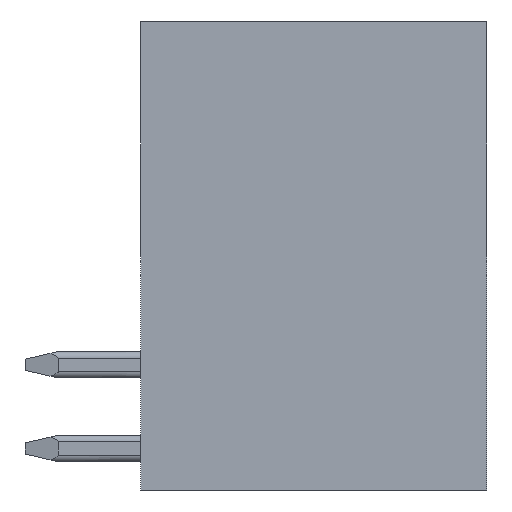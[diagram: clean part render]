
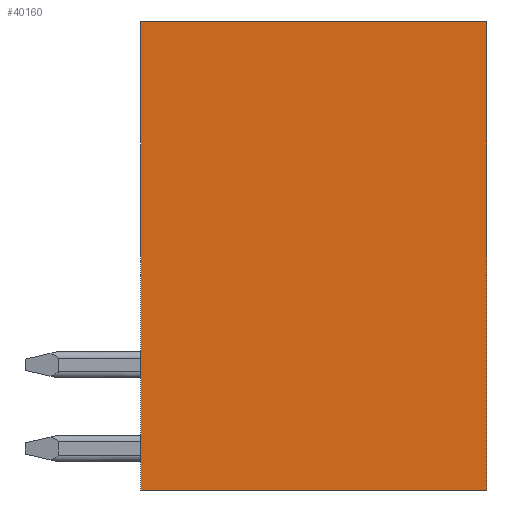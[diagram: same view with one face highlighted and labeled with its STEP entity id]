
A CAD part, front view. The second image highlights one B-rep face of the part: STEP entity #40160.
In plain terms, the highlighted planar face has unit normal (0, -1, 0).
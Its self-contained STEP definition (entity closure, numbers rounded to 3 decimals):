
#9361=DIRECTION('',(-1.,0.,0.));
#9362=VECTOR('',#9361,10.5);
#9363=CARTESIAN_POINT('',(5.25,-60.67,7.1));
#9364=LINE('',#9363,#9362);
#9365=DIRECTION('',(0.,0.,1.));
#9366=VECTOR('',#9365,14.2);
#9367=CARTESIAN_POINT('',(5.25,-60.67,-7.1));
#9368=LINE('',#9367,#9366);
#9369=DIRECTION('',(1.,0.,0.));
#9370=VECTOR('',#9369,10.5);
#9371=CARTESIAN_POINT('',(-5.25,-60.67,-7.1));
#9372=LINE('',#9371,#9370);
#9373=DIRECTION('',(0.,0.,-1.));
#9374=VECTOR('',#9373,14.2);
#9375=CARTESIAN_POINT('',(-5.25,-60.67,7.1));
#9376=LINE('',#9375,#9374);
#22893=CARTESIAN_POINT('',(5.25,-60.67,7.1));
#22894=CARTESIAN_POINT('',(-5.25,-60.67,7.1));
#22895=VERTEX_POINT('',#22893);
#22896=VERTEX_POINT('',#22894);
#22897=CARTESIAN_POINT('',(-5.25,-60.67,-7.1));
#22898=VERTEX_POINT('',#22897);
#22899=CARTESIAN_POINT('',(5.25,-60.67,-7.1));
#22900=VERTEX_POINT('',#22899);
#40149=CARTESIAN_POINT('',(0.,-60.67,0.));
#40150=DIRECTION('',(0.,-1.,0.));
#40151=DIRECTION('',(0.,0.,-1.));
#40152=AXIS2_PLACEMENT_3D('',#40149,#40150,#40151);
#40153=PLANE('',#40152);
#40154=ORIENTED_EDGE('',*,*,#39642,.F.);
#40155=ORIENTED_EDGE('',*,*,#39767,.F.);
#40156=ORIENTED_EDGE('',*,*,#40141,.F.);
#40157=ORIENTED_EDGE('',*,*,#28696,.F.);
#40158=EDGE_LOOP('',(#40154,#40155,#40156,#40157));
#40159=FACE_OUTER_BOUND('',#40158,.F.);
#40160=ADVANCED_FACE('',(#40159),#40153,.T.);
#28696=EDGE_CURVE('',#22896,#22898,#9376,.T.);
#39642=EDGE_CURVE('',#22895,#22896,#9364,.T.);
#39767=EDGE_CURVE('',#22900,#22895,#9368,.T.);
#40141=EDGE_CURVE('',#22898,#22900,#9372,.T.);
